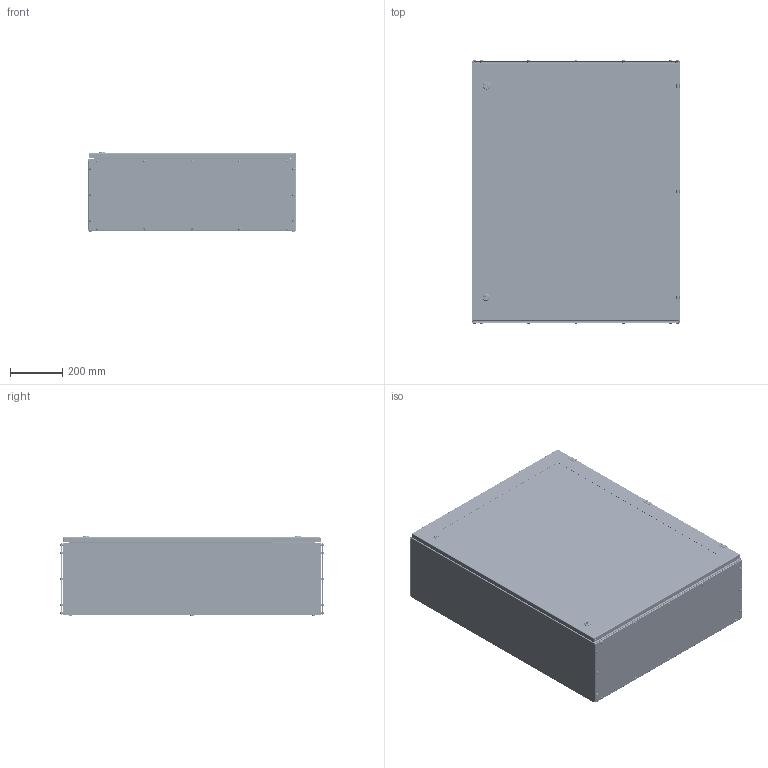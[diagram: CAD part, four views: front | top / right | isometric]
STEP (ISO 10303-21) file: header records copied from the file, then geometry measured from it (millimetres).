
FILE_DESCRIPTION (( 'STEP AP214' ), '1' );
FILE_NAME ('13.080.100.30.STEP', '2024-06-11T06:57:58', ( '' ), ( '' ), 'SwSTEP 2.0', 'SolidWorks 2021', '' );
FILE_SCHEMA (( 'AUTOMOTIVE_DESIGN' ));
Length unit declared in the file: millimetre
Products named in the file (28): 13.080.100.30; Ñòåêëÿííàÿ äâåðü ÑÁ W800H1000; Øïèëüêà ïðèâàðíàÿ Ì6õ15; 署赅 W800D300; SW6X8.stp; 8SJ_S1B_0001.stp; Ïðîêëàäêà êðûøêè W800D300; Çàêëåïêà ðåçüáîâàÿ Ì8 øåñòèãðàííàÿ ñ óìåíüøåííûì áîðòîì; Ãàéêà M6 DIN6923.step; Êàðêàñ øêàôà W800H1000D300; 栺樏鋋 W800H1000; Çàêëåïêà ðåçüáîâàÿ Ì5 øåñòèãðàííàÿ ñ óìåíüøåííûì áîðòîì; Áîëò Ì6õ10 ñ øåñòèãðàííîé ãîëîâêîé ñ ïðåññøàéáîé; 8SJ_MS705_0760.stp; ﾄ粢鮱 W800H1000; 8SJ_MS705-1_0040.stp; Âèíò DIN 967 Ì5õ16 ñ ïîëóêðóãëîé ãîëîâêîé ñ êðåñòîîáðàçíûì øëèöåì; ﾇ瑟鶴 ﾀﾑ ms1000-3M.stp; 8SJ_MS705_0010.stp; 砑鳧罻 W800; Øïèëüêà ïðèâàðíàÿ Ì8õ25; 砑鳧罻 H1000; 嵑謺麃 檐; 8SJ_MS705_0510.stp; Êîðïóñ øêàôà W800H1000D300; Ãàñêåòèíã W800H1000; Øïèëüêà ïðèâàðíàÿ Ì6õ10; Ïåðåìû÷êà êàðêàñà W800
Assembly tree (142 placements, depth 4):
  13.080.100.30
    Êàðêàñ øêàôà W800H1000D300
      Êîðïóñ øêàôà W800H1000D300
      Ïåðåìû÷êà êàðêàñà W800  x2
      Øïèëüêà ïðèâàðíàÿ Ì6õ15  x8
      Øïèëüêà ïðèâàðíàÿ Ì8õ25  x6
    署赅 W800D300  x2
    Ïðîêëàäêà êðûøêè W800D300  x2
    Ñòåêëÿííàÿ äâåðü ÑÁ W800H1000
      ﾄ粢鮱 W800H1000
      Ãàñêåòèíã W800H1000
      ﾇ瑟鶴 ﾀﾑ ms1000-3M.stp  x2
        8SJ_MS705_0010.stp
        8SJ_MS705_0510.stp
        8SJ_MS705_0760.stp
        8SJ_S1B_0001.stp
        8SJ_MS705-1_0040.stp
        SW6X8.stp
      Øïèëüêà ïðèâàðíàÿ Ì6õ10  x14
      栺樏鋋 W800H1000
      Ãàéêà M6 DIN6923.step  x14
      砑鳧罻 H1000  x2
      砑鳧罻 W800  x2
    嵑謺麃 檐  x3
    Áîëò Ì6õ10 ñ øåñòèãðàííîé ãîëîâêîé ñ ïðåññøàéáîé  x3
    Çàêëåïêà ðåçüáîâàÿ Ì5 øåñòèãðàííàÿ ñ óìåíüøåííûì áîðòîì  x32
    Âèíò DIN 967 Ì5õ16 ñ ïîëóêðóãëîé ãîëîâêîé ñ êðåñòîîáðàçíûì øëèöåì  x32
    Çàêëåïêà ðåçüáîâàÿ Ì8 øåñòèãðàííàÿ ñ óìåíüøåííûì áîðòîì  x6
Bounding box: 800 x 1015.11 x 304.65 mm (x, y, z)
Volume: 5405353.2 mm3; surface area: 6534708.8 mm2
Topology: 144 solids, 156 shells, 7549 faces, 19071 edges, 11909 vertices
Faces by surface type: plane 3092, cylinder 2621, bspline 748, cone 518, torus 394, sphere 176
Entity records: 89965 total; most frequent: CARTESIAN_POINT 43795, ORIENTED_EDGE 9836, DIRECTION 8301, EDGE_CURVE 4924, VERTEX_POINT 3055, AXIS2_PLACEMENT_3D 2787, VECTOR 2727, LINE 2727
